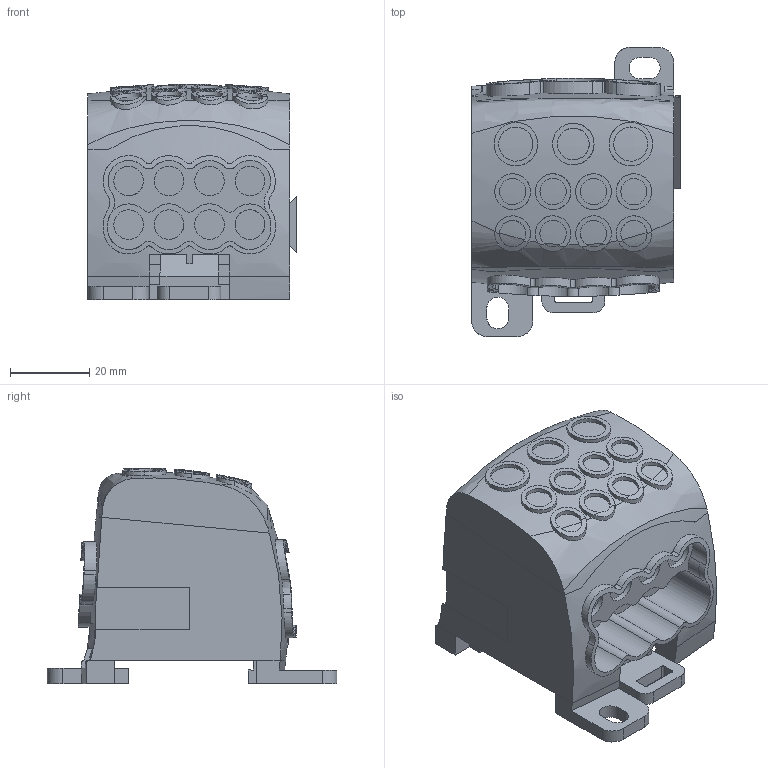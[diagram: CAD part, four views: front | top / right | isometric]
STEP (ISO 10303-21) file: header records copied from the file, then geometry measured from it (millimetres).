
FILE_DESCRIPTION(('CATIA V5 STEP Exchange','CAx-IF Rec.Pracs.--- Model Styling and Organization---1.5--- 2016-08-15','CAx-IF Rec.Pracs.---Supplemental Geometry---1.0---2011-11-01','CAx-IF Rec.Pracs.--- Composite Materials ---1.1---2010-07-15'),'2;1');
FILE_NAME ('D1463067_0', '2025-09-22T09:13:56+00:00', ('none'), ('Weidmueller'), 'CATIA Version 5-6 Release 2024 SP4', 'CATIA V5 STEP AP214 v3', 'none');
FILE_SCHEMA(('AUTOMOTIVE_DESIGN { 1 0 10303 214 1 1 1 1 }'));
Length unit declared in the file: millimetre
Products named in the file (1): v5-standard_part
Bounding box: 52.6 x 73 x 54.45 mm (x, y, z)
Volume: 97946.9 mm3; surface area: 27059.2 mm2
Topology: 2 solids, 2 shells, 346 faces, 945 edges, 634 vertices
Faces by surface type: cylinder 161, plane 113, bspline 43, extrusion 24, revolution 4, torus 1
Entity records: 19351 total; most frequent: CARTESIAN_POINT 11759, ORIENTED_EDGE 1890, DIRECTION 962, EDGE_CURVE 945, VERTEX_POINT 634, B_SPLINE_CURVE_WITH_KNOTS 463, VECTOR 447, LINE 423
